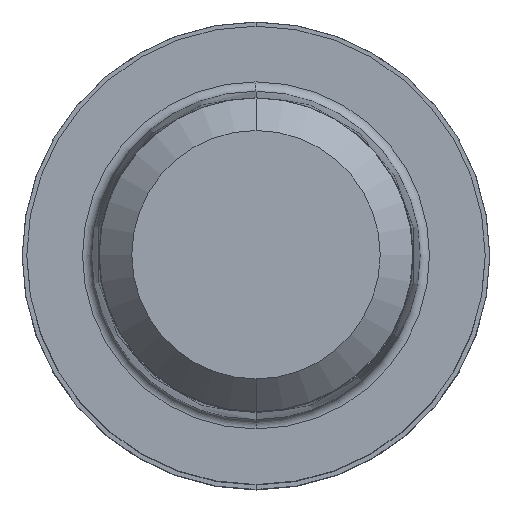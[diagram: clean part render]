
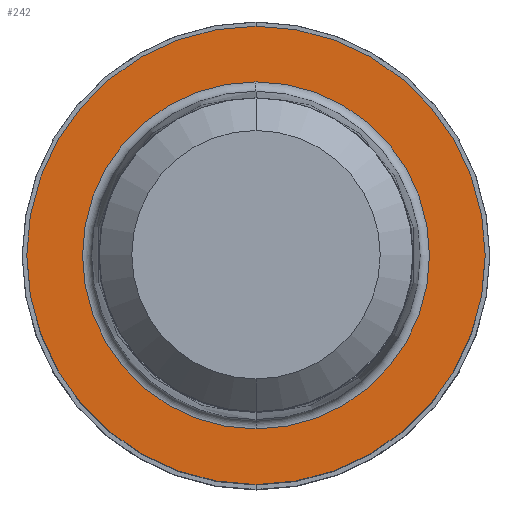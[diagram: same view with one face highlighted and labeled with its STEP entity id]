
A CAD part, top view. The second image highlights one B-rep face of the part: STEP entity #242.
In plain terms, the highlighted planar face has unit normal (0, 0, 1).
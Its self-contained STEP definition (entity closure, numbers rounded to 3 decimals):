
#178=EDGE_CURVE('',#352,#266,#468,.T.);
#206=VERTEX_POINT('',#499);
#242=ADVANCED_FACE('',(#535,#536),#537,.T.);
#266=VERTEX_POINT('',#567);
#282=VERTEX_POINT('',#585);
#316=EDGE_CURVE('',#282,#206,#622,.T.);
#344=EDGE_CURVE('',#266,#352,#653,.T.);
#352=VERTEX_POINT('',#663);
#434=EDGE_CURVE('',#206,#282,#761,.T.);
#468=CIRCLE('',#792,9.8);
#499=CARTESIAN_POINT('',(0.,-7.42,0.01));
#535=FACE_OUTER_BOUND('',#883,.T.);
#536=FACE_BOUND('',#884,.T.);
#537=PLANE('',#885);
#567=CARTESIAN_POINT('',(0.0,9.8,0.01));
#585=CARTESIAN_POINT('',(0.0,7.42,0.01));
#622=CIRCLE('',#984,7.42);
#653=CIRCLE('',#1025,9.8);
#663=CARTESIAN_POINT('',(0.,-9.8,0.01));
#761=CIRCLE('',#1160,7.42);
#792=AXIS2_PLACEMENT_3D('',#1179,#1180,#1181);
#883=EDGE_LOOP('',(#1248,#1249));
#884=EDGE_LOOP('',(#1250,#1251));
#885=AXIS2_PLACEMENT_3D('',#1252,#1253,#1254);
#984=AXIS2_PLACEMENT_3D('',#1354,#1355,#1356);
#1025=AXIS2_PLACEMENT_3D('',#1397,#1398,#1399);
#1160=AXIS2_PLACEMENT_3D('',#1565,#1566,#1567);
#1179=CARTESIAN_POINT('',(0.0,0.0,0.01));
#1180=DIRECTION('',(0.0,0.0,-1.0));
#1181=DIRECTION('',(0.0,1.0,0.0));
#1248=ORIENTED_EDGE('',*,*,#344,.F.);
#1249=ORIENTED_EDGE('',*,*,#178,.F.);
#1250=ORIENTED_EDGE('',*,*,#316,.T.);
#1251=ORIENTED_EDGE('',*,*,#434,.T.);
#1252=CARTESIAN_POINT('',(0.0,4.9,0.01));
#1253=DIRECTION('',(-0.0,0.0,1.0));
#1254=DIRECTION('',(0.0,-1.0,0.0));
#1354=CARTESIAN_POINT('',(0.0,0.0,0.01));
#1355=DIRECTION('',(0.0,0.0,-1.0));
#1356=DIRECTION('',(0.0,1.0,0.0));
#1397=CARTESIAN_POINT('',(0.0,0.0,0.01));
#1398=DIRECTION('',(0.0,0.0,-1.0));
#1399=DIRECTION('',(0.0,1.0,0.0));
#1565=CARTESIAN_POINT('',(0.0,0.0,0.01));
#1566=DIRECTION('',(0.0,0.0,-1.0));
#1567=DIRECTION('',(0.0,1.0,0.0));
